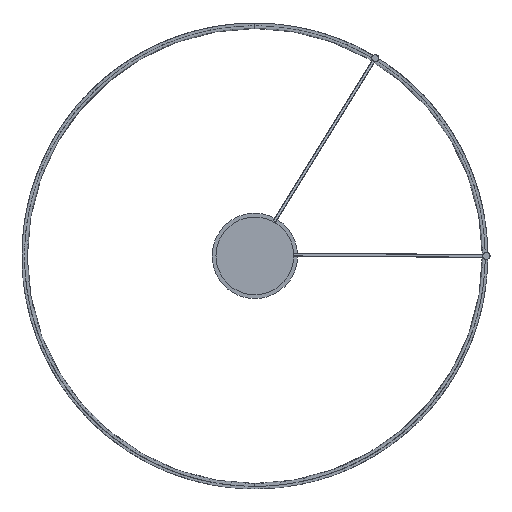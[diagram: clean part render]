
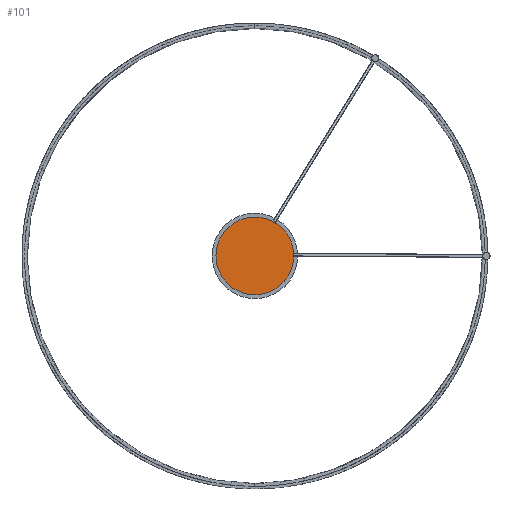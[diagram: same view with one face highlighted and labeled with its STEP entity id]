
A CAD part, top view. The second image highlights one B-rep face of the part: STEP entity #101.
In plain terms, the highlighted planar face has unit normal (0, 0, 1).
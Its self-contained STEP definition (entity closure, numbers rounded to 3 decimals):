
#101=ADVANCED_FACE('',(#162),#867,.T.);
#162=FACE_OUTER_BOUND('',#225,.T.);
#225=EDGE_LOOP('',(#462,#463));
#462=ORIENTED_EDGE('',*,*,#599,.F.);
#463=ORIENTED_EDGE('',*,*,#595,.F.);
#595=EDGE_CURVE('',#802,#804,#688,.T.);
#599=EDGE_CURVE('',#804,#802,#692,.T.);
#688=(
BOUNDED_CURVE()
B_SPLINE_CURVE(2,(#5371,#5372,#5373,#5374,#5375),.UNSPECIFIED.,.F.,.F.)
B_SPLINE_CURVE_WITH_KNOTS((3,2,3),(0.,142.942,285.885),
 .UNSPECIFIED.)
CURVE()
GEOMETRIC_REPRESENTATION_ITEM()
RATIONAL_B_SPLINE_CURVE((1.,0.707,1.,0.707,1.))
REPRESENTATION_ITEM('')
);
#692=(
BOUNDED_CURVE()
B_SPLINE_CURVE(2,(#5385,#5386,#5387,#5388,#5389),.UNSPECIFIED.,.F.,.F.)
B_SPLINE_CURVE_WITH_KNOTS((3,2,3),(285.885,428.827,571.77),
 .UNSPECIFIED.)
CURVE()
GEOMETRIC_REPRESENTATION_ITEM()
RATIONAL_B_SPLINE_CURVE((1.,0.707,1.,0.707,1.))
REPRESENTATION_ITEM('')
);
#802=VERTEX_POINT('',#5367);
#804=VERTEX_POINT('',#5369);
#867=PLANE('',#910);
#910=AXIS2_PLACEMENT_3D('',#5355,#936,$);
#936=DIRECTION('',(0.,0.,1.));
#5355=CARTESIAN_POINT('',(816.257,2271.765,775.177));
#5367=CARTESIAN_POINT('',(1021.007,2158.015,775.177));
#5369=CARTESIAN_POINT('',(839.007,2158.015,775.177));
#5371=CARTESIAN_POINT('',(1021.007,2158.015,775.177));
#5372=CARTESIAN_POINT('',(1021.007,2067.015,775.177));
#5373=CARTESIAN_POINT('',(930.007,2067.015,775.177));
#5374=CARTESIAN_POINT('',(839.007,2067.015,775.177));
#5375=CARTESIAN_POINT('',(839.007,2158.015,775.177));
#5385=CARTESIAN_POINT('',(839.007,2158.015,775.177));
#5386=CARTESIAN_POINT('',(839.007,2249.015,775.177));
#5387=CARTESIAN_POINT('',(930.007,2249.015,775.177));
#5388=CARTESIAN_POINT('',(1021.007,2249.015,775.177));
#5389=CARTESIAN_POINT('',(1021.007,2158.015,775.177));
